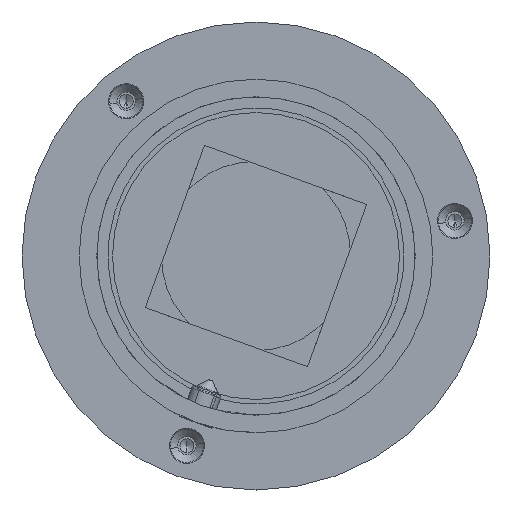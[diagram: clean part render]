
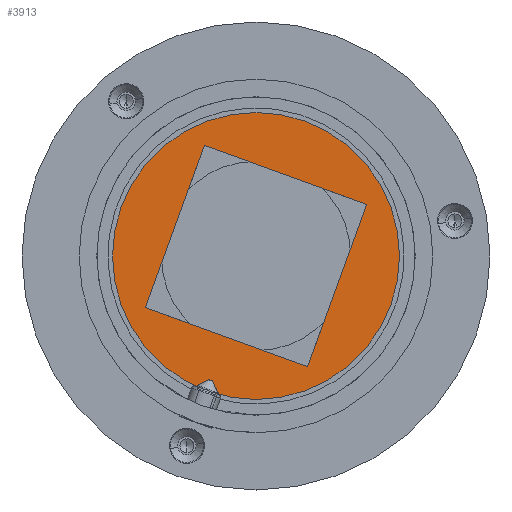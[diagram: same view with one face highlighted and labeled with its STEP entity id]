
A CAD part, front view. The second image highlights one B-rep face of the part: STEP entity #3913.
In plain terms, the highlighted planar face has unit normal (0, -1, 0).
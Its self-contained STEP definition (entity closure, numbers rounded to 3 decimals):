
#1 = LINE ( 'NONE', #5573, #8891 ) ;
#505 = ORIENTED_EDGE ( 'NONE', *, *, #4298, .T. ) ;
#520 = AXIS2_PLACEMENT_3D ( 'NONE', #2413, #1598, #1418 ) ;
#757 = EDGE_LOOP ( 'NONE', ( #9315, #9573 ) ) ;
#931 = DIRECTION ( 'NONE',  ( -0.342, 0., -0.94 ) ) ;
#1418 = DIRECTION ( 'NONE',  ( 0., 0., -1. ) ) ;
#1461 = DIRECTION ( 'NONE',  ( 0.342, 0., 0.94 ) ) ;
#1598 = DIRECTION ( 'NONE',  ( 0., -1., 0. ) ) ;
#1611 = ORIENTED_EDGE ( 'NONE', *, *, #8976, .T. ) ;
#1798 = ORIENTED_EDGE ( 'NONE', *, *, #2714, .T. ) ;
#2107 = VECTOR ( 'NONE', #1461, 1000. ) ;
#2142 = VERTEX_POINT ( 'NONE', #7795 ) ;
#2233 = DIRECTION ( 'NONE',  ( -0.342, 0., -0.94 ) ) ;
#2413 = CARTESIAN_POINT ( 'NONE',  ( 10.526, 28.908, -0.436 ) ) ;
#2513 = ORIENTED_EDGE ( 'NONE', *, *, #8346, .T. ) ;
#2587 = DIRECTION ( 'NONE',  ( 0.94, 0., -0.342 ) ) ;
#2714 = EDGE_CURVE ( 'NONE', #9644, #2142, #11070, .T. ) ;
#3151 = LINE ( 'NONE', #4904, #10934 ) ;
#3840 = CIRCLE ( 'NONE', #8311, 51.5 ) ;
#3913 = ADVANCED_FACE ( 'NONE', ( #11365, #5076 ), #8587, .T. ) ;
#4262 = VERTEX_POINT ( 'NONE', #5776 ) ;
#4298 = EDGE_CURVE ( 'NONE', #11223, #9644, #3151, .T. ) ;
#4904 = CARTESIAN_POINT ( 'NONE',  ( -29.207, 28.908, -18.963 ) ) ;
#5076 = FACE_OUTER_BOUND ( 'NONE', #757, .T. ) ;
#5421 = CARTESIAN_POINT ( 'NONE',  ( -7.088, 28.908, -48.83 ) ) ;
#5573 = CARTESIAN_POINT ( 'NONE',  ( 50.259, 28.908, 18.092 ) ) ;
#5691 = DIRECTION ( 'NONE',  ( 0., -1., 0. ) ) ;
#5739 = CARTESIAN_POINT ( 'NONE',  ( -29.207, 28.908, -18.963 ) ) ;
#5776 = CARTESIAN_POINT ( 'NONE',  ( 50.259, 28.908, 18.092 ) ) ;
#6070 = CARTESIAN_POINT ( 'NONE',  ( -8.002, 28.908, 39.298 ) ) ;
#6220 = EDGE_LOOP ( 'NONE', ( #505, #1798, #2513, #1611 ) ) ;
#6446 = CARTESIAN_POINT ( 'NONE',  ( 10.526, 28.908, -0.436 ) ) ;
#6599 = CARTESIAN_POINT ( 'NONE',  ( 10.526, 28.908, -0.436 ) ) ;
#7572 = AXIS2_PLACEMENT_3D ( 'NONE', #6599, #9211, #2233 ) ;
#7765 = CIRCLE ( 'NONE', #7572, 51.5 ) ;
#7795 = CARTESIAN_POINT ( 'NONE',  ( -8.002, 28.908, 39.298 ) ) ;
#8170 = CARTESIAN_POINT ( 'NONE',  ( 29.054, 28.908, -40.169 ) ) ;
#8211 = EDGE_CURVE ( 'NONE', #11438, #8554, #7765, .T. ) ;
#8311 = AXIS2_PLACEMENT_3D ( 'NONE', #6446, #5691, #931 ) ;
#8346 = EDGE_CURVE ( 'NONE', #2142, #4262, #8689, .T. ) ;
#8554 = VERTEX_POINT ( 'NONE', #5421 ) ;
#8577 = DIRECTION ( 'NONE',  ( -0.94, 0., 0.342 ) ) ;
#8587 = PLANE ( 'NONE',  #520 ) ;
#8689 = LINE ( 'NONE', #6070, #10352 ) ;
#8891 = VECTOR ( 'NONE', #10648, 1000. ) ;
#8973 = EDGE_CURVE ( 'NONE', #8554, #11438, #3840, .T. ) ;
#8976 = EDGE_CURVE ( 'NONE', #4262, #11223, #1, .T. ) ;
#9211 = DIRECTION ( 'NONE',  ( 0., -1., 0. ) ) ;
#9315 = ORIENTED_EDGE ( 'NONE', *, *, #8211, .T. ) ;
#9371 = CARTESIAN_POINT ( 'NONE',  ( -8.002, 28.908, 39.298 ) ) ;
#9573 = ORIENTED_EDGE ( 'NONE', *, *, #8973, .T. ) ;
#9644 = VERTEX_POINT ( 'NONE', #5739 ) ;
#10352 = VECTOR ( 'NONE', #2587, 1000. ) ;
#10648 = DIRECTION ( 'NONE',  ( -0.342, 0., -0.94 ) ) ;
#10661 = CARTESIAN_POINT ( 'NONE',  ( 28.14, 28.908, 47.959 ) ) ;
#10934 = VECTOR ( 'NONE', #8577, 1000. ) ;
#11070 = LINE ( 'NONE', #9371, #2107 ) ;
#11223 = VERTEX_POINT ( 'NONE', #8170 ) ;
#11365 = FACE_BOUND ( 'NONE', #6220, .T. ) ;
#11438 = VERTEX_POINT ( 'NONE', #10661 ) ;
